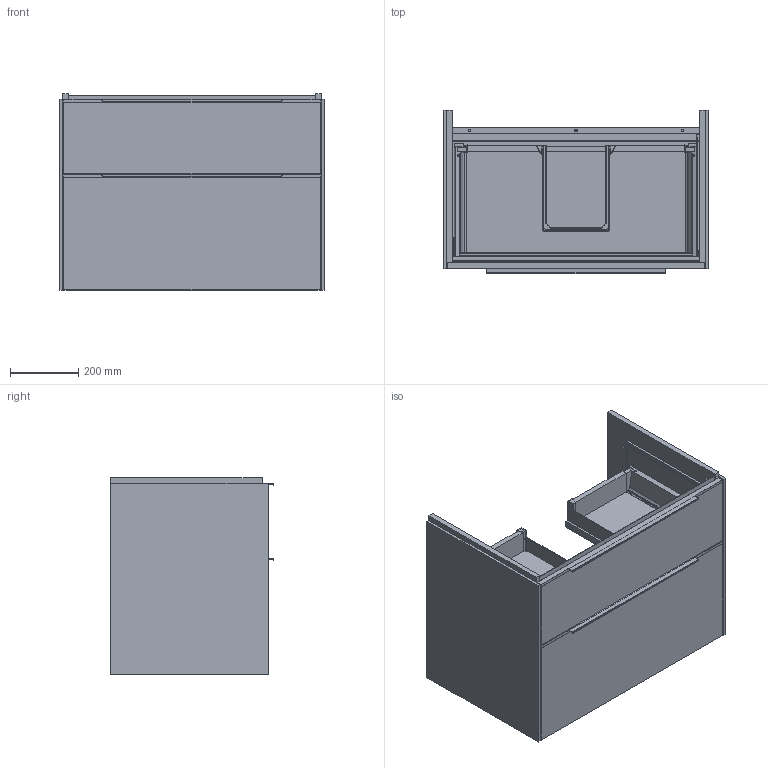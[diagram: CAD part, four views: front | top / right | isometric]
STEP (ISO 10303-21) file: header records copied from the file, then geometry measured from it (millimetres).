
FILE_DESCRIPTION(/* description */ (''),/* implementation_level */ '2;1');
FILE_NAME(/* name */ 'TK124_C5740Z_RFS.stp',/* time_stamp */ '2020-12-01T09:39:45+01:00',/* author */ ('StegeR'),/* organization */ (''),/* preprocessor_version */ 'ST-DEVELOPER v16.1',/* originating_system */ 'Autodesk Inventor 2016',/* authorisation */ '');
FILE_SCHEMA (('AUTOMOTIVE_DESIGN { 1 0 10303 214 3 1 1 }'));
Products named in the file (1): TK124_C5740Z_RFS
Bounding box: 772 x 478 x 576 mm (x, y, z)
Volume: 36707573.3 mm3; surface area: 6725761.6 mm2
Topology: 50 solids, 51 shells, 2689 faces, 7267 edges, 4785 vertices
Faces by surface type: plane 1890, cylinder 739, bspline 24, torus 14, sphere 12, cone 10
Full cylindrical faces by diameter (mm): 2.5 x2, 3.8 x1, 4 x6, 4.5 x2, 5 x14, 5.1 x4, 6 x14, 7.2 x2, 10 x2, 12 x2, 12.2 x2, 25 x2, 26 x2
Entity records: 84408 total; most frequent: CARTESIAN_POINT 15072, ORIENTED_EDGE 14384, DIRECTION 14057, EDGE_CURVE 7190, LINE 5611, VECTOR 5611, VERTEX_POINT 4776, AXIS2_PLACEMENT_3D 4223
